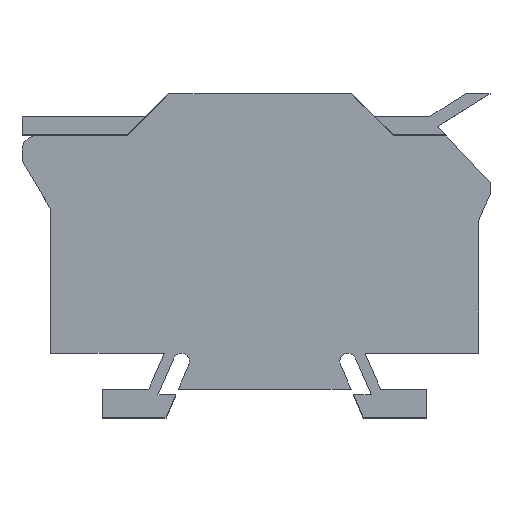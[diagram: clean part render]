
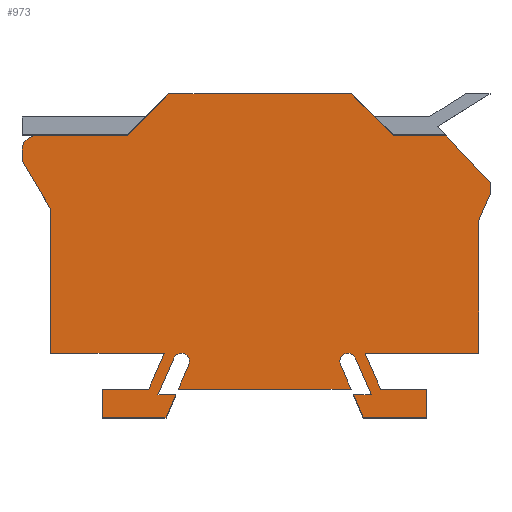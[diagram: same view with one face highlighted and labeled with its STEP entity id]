
A CAD part, top view. The second image highlights one B-rep face of the part: STEP entity #973.
In plain terms, the highlighted planar face has unit normal (0, 0, 1).
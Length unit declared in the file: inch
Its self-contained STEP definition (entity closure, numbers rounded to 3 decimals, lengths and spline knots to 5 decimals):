
#485=CARTESIAN_POINT('',(2.58,1.96,0.19));
#486=VERTEX_POINT('',#485);
#493=CARTESIAN_POINT('',(2.94208,1.96,0.19));
#494=VERTEX_POINT('',#493);
#495=CARTESIAN_POINT('',(2.94208,1.96,0.19));
#496=DIRECTION('',(-1.0,0.0,0.0));
#497=VECTOR('',#496,0.36208);
#498=LINE('',#495,#497);
#499=EDGE_CURVE('',#494,#486,#498,.T.);
#548=CARTESIAN_POINT('',(2.94208,1.965,0.19));
#549=VERTEX_POINT('',#548);
#579=CARTESIAN_POINT('',(0.73,1.96,0.19));
#580=VERTEX_POINT('',#579);
#587=CARTESIAN_POINT('',(1.02,2.25,0.19));
#588=VERTEX_POINT('',#587);
#589=CARTESIAN_POINT('',(0.73,1.96,0.19));
#590=DIRECTION('',(0.707,0.707,0.0));
#591=VECTOR('',#590,0.41012);
#592=LINE('',#589,#591);
#593=EDGE_CURVE('',#580,#588,#592,.T.);
#668=CARTESIAN_POINT('',(0.0,1.86,0.19));
#669=VERTEX_POINT('',#668);
#676=CARTESIAN_POINT('',(0.1,1.96,0.19));
#677=VERTEX_POINT('',#676);
#678=CARTESIAN_POINT('',(0.1,1.86,0.19));
#679=DIRECTION('',(0.0,0.0,-1.0));
#680=DIRECTION('',(-0.707,0.707,0.0));
#681=AXIS2_PLACEMENT_3D('',#678,#679,#680);
#682=CIRCLE('',#681,0.1);
#683=EDGE_CURVE('',#669,#677,#682,.T.);
#708=CARTESIAN_POINT('',(0.73,1.96,0.19));
#709=DIRECTION('',(-1.0,0.0,0.0));
#710=VECTOR('',#709,0.63);
#711=LINE('',#708,#710);
#712=EDGE_CURVE('',#580,#677,#711,.T.);
#718=CARTESIAN_POINT('',(1.71084,1.00997,0.19));
#719=DIRECTION('',(0.0,0.0,1.0));
#720=DIRECTION('',(1.0,0.0,0.0));
#721=AXIS2_PLACEMENT_3D('',#718,#719,#720);
#722=PLANE('',#721);
#723=ORIENTED_EDGE('',*,*,#683,.F.);
#724=CARTESIAN_POINT('',(0.0,1.79,0.19));
#725=VERTEX_POINT('',#724);
#726=CARTESIAN_POINT('',(0.0,1.79,0.19));
#727=DIRECTION('',(0.0,1.0,0.0));
#728=VECTOR('',#727,0.07);
#729=LINE('',#726,#728);
#730=EDGE_CURVE('',#725,#669,#729,.T.);
#731=ORIENTED_EDGE('',*,*,#730,.F.);
#732=CARTESIAN_POINT('',(0.2,1.45,0.19));
#733=VERTEX_POINT('',#732);
#734=CARTESIAN_POINT('',(0.2,1.45,0.19));
#735=DIRECTION('',(-0.507,0.862,0.0));
#736=VECTOR('',#735,0.39446);
#737=LINE('',#734,#736);
#738=EDGE_CURVE('',#733,#725,#737,.T.);
#739=ORIENTED_EDGE('',*,*,#738,.F.);
#740=CARTESIAN_POINT('',(0.2,0.45,0.19));
#741=VERTEX_POINT('',#740);
#742=CARTESIAN_POINT('',(0.2,0.45,0.19));
#743=DIRECTION('',(0.0,1.0,0.0));
#744=VECTOR('',#743,1.0);
#745=LINE('',#742,#744);
#746=EDGE_CURVE('',#741,#733,#745,.T.);
#747=ORIENTED_EDGE('',*,*,#746,.F.);
#748=CARTESIAN_POINT('',(0.988,0.45,0.19));
#749=VERTEX_POINT('',#748);
#750=CARTESIAN_POINT('',(0.988,0.45,0.19));
#751=DIRECTION('',(-1.0,0.0,0.0));
#752=VECTOR('',#751,0.788);
#753=LINE('',#750,#752);
#754=EDGE_CURVE('',#749,#741,#753,.T.);
#755=ORIENTED_EDGE('',*,*,#754,.F.);
#756=CARTESIAN_POINT('',(0.88,0.2,0.19));
#757=VERTEX_POINT('',#756);
#758=CARTESIAN_POINT('',(0.88,0.2,0.19));
#759=DIRECTION('',(0.397,0.918,0.0));
#760=VECTOR('',#759,0.27233);
#761=LINE('',#758,#760);
#762=EDGE_CURVE('',#757,#749,#761,.T.);
#763=ORIENTED_EDGE('',*,*,#762,.F.);
#764=CARTESIAN_POINT('',(0.56,0.2,0.19));
#765=VERTEX_POINT('',#764);
#766=CARTESIAN_POINT('',(0.56,0.2,0.19));
#767=DIRECTION('',(1.0,0.0,0.0));
#768=VECTOR('',#767,0.32);
#769=LINE('',#766,#768);
#770=EDGE_CURVE('',#765,#757,#769,.T.);
#771=ORIENTED_EDGE('',*,*,#770,.F.);
#772=CARTESIAN_POINT('',(0.56,0.0,0.19));
#773=VERTEX_POINT('',#772);
#774=CARTESIAN_POINT('',(0.56,0.0,0.19));
#775=DIRECTION('',(0.0,1.0,0.0));
#776=VECTOR('',#775,0.2);
#777=LINE('',#774,#776);
#778=EDGE_CURVE('',#773,#765,#777,.T.);
#779=ORIENTED_EDGE('',*,*,#778,.F.);
#780=CARTESIAN_POINT('',(1.0,0.0,0.19));
#781=VERTEX_POINT('',#780);
#782=CARTESIAN_POINT('',(1.0,0.0,0.19));
#783=DIRECTION('',(-1.0,0.0,0.0));
#784=VECTOR('',#783,0.44);
#785=LINE('',#782,#784);
#786=EDGE_CURVE('',#781,#773,#785,.T.);
#787=ORIENTED_EDGE('',*,*,#786,.F.);
#788=CARTESIAN_POINT('',(1.06912,0.16,0.19));
#789=VERTEX_POINT('',#788);
#790=CARTESIAN_POINT('',(1.06912,0.16,0.19));
#791=DIRECTION('',(-0.397,-0.918,0.0));
#792=VECTOR('',#791,0.17429);
#793=LINE('',#790,#792);
#794=EDGE_CURVE('',#789,#781,#793,.T.);
#795=ORIENTED_EDGE('',*,*,#794,.F.);
#796=CARTESIAN_POINT('',(0.94442,0.16,0.19));
#797=VERTEX_POINT('',#796);
#798=CARTESIAN_POINT('',(0.94442,0.16,0.19));
#799=DIRECTION('',(1.0,0.0,0.0));
#800=VECTOR('',#799,0.1247);
#801=LINE('',#798,#800);
#802=EDGE_CURVE('',#797,#789,#801,.T.);
#803=ORIENTED_EDGE('',*,*,#802,.F.);
#804=CARTESIAN_POINT('',(1.05491,0.41575,0.19));
#805=VERTEX_POINT('',#804);
#806=CARTESIAN_POINT('',(1.05491,0.41575,0.19));
#807=DIRECTION('',(-0.397,-0.918,0.0));
#808=VECTOR('',#807,0.2786);
#809=LINE('',#806,#808);
#810=EDGE_CURVE('',#805,#797,#809,.T.);
#811=ORIENTED_EDGE('',*,*,#810,.F.);
#812=CARTESIAN_POINT('',(1.1591,0.37074,0.19));
#813=VERTEX_POINT('',#812);
#814=CARTESIAN_POINT('',(1.107,0.39325,0.19));
#815=DIRECTION('',(0.0,0.0,1.0));
#816=DIRECTION('',(-0.918,0.397,0.0));
#817=AXIS2_PLACEMENT_3D('',#814,#815,#816);
#818=CIRCLE('',#817,0.05675);
#819=EDGE_CURVE('',#813,#805,#818,.T.);
#820=ORIENTED_EDGE('',*,*,#819,.F.);
#821=CARTESIAN_POINT('',(1.08534,0.2,0.19));
#822=VERTEX_POINT('',#821);
#823=CARTESIAN_POINT('',(1.08534,0.2,0.19));
#824=DIRECTION('',(0.397,0.918,0.0));
#825=VECTOR('',#824,0.18599);
#826=LINE('',#823,#825);
#827=EDGE_CURVE('',#822,#813,#826,.T.);
#828=ORIENTED_EDGE('',*,*,#827,.F.);
#829=CARTESIAN_POINT('',(2.28534,0.2,0.19));
#830=VERTEX_POINT('',#829);
#831=CARTESIAN_POINT('',(2.28534,0.2,0.19));
#832=DIRECTION('',(-1.0,0.0,0.0));
#833=VECTOR('',#832,1.2);
#834=LINE('',#831,#833);
#835=EDGE_CURVE('',#830,#822,#834,.T.);
#836=ORIENTED_EDGE('',*,*,#835,.F.);
#837=CARTESIAN_POINT('',(2.21158,0.37074,0.19));
#838=VERTEX_POINT('',#837);
#839=CARTESIAN_POINT('',(2.21158,0.37074,0.19));
#840=DIRECTION('',(0.397,-0.918,0.0));
#841=VECTOR('',#840,0.18599);
#842=LINE('',#839,#841);
#843=EDGE_CURVE('',#838,#830,#842,.T.);
#844=ORIENTED_EDGE('',*,*,#843,.F.);
#845=CARTESIAN_POINT('',(2.31578,0.41575,0.19));
#846=VERTEX_POINT('',#845);
#847=CARTESIAN_POINT('',(2.26368,0.39325,0.19));
#848=DIRECTION('',(0.0,0.0,1.0));
#849=DIRECTION('',(-0.918,-0.397,0.0));
#850=AXIS2_PLACEMENT_3D('',#847,#848,#849);
#851=CIRCLE('',#850,0.05675);
#852=EDGE_CURVE('',#846,#838,#851,.T.);
#853=ORIENTED_EDGE('',*,*,#852,.F.);
#854=CARTESIAN_POINT('',(2.42627,0.16,0.19));
#855=VERTEX_POINT('',#854);
#856=CARTESIAN_POINT('',(2.42627,0.16,0.19));
#857=DIRECTION('',(-0.397,0.918,0.0));
#858=VECTOR('',#857,0.2786);
#859=LINE('',#856,#858);
#860=EDGE_CURVE('',#855,#846,#859,.T.);
#861=ORIENTED_EDGE('',*,*,#860,.F.);
#862=CARTESIAN_POINT('',(2.30156,0.16,0.19));
#863=VERTEX_POINT('',#862);
#864=CARTESIAN_POINT('',(2.30156,0.16,0.19));
#865=DIRECTION('',(1.0,0.0,0.0));
#866=VECTOR('',#865,0.1247);
#867=LINE('',#864,#866);
#868=EDGE_CURVE('',#863,#855,#867,.T.);
#869=ORIENTED_EDGE('',*,*,#868,.F.);
#870=CARTESIAN_POINT('',(2.37068,0.0,0.19));
#871=VERTEX_POINT('',#870);
#872=CARTESIAN_POINT('',(2.37068,0.0,0.19));
#873=DIRECTION('',(-0.397,0.918,0.0));
#874=VECTOR('',#873,0.17429);
#875=LINE('',#872,#874);
#876=EDGE_CURVE('',#871,#863,#875,.T.);
#877=ORIENTED_EDGE('',*,*,#876,.F.);
#878=CARTESIAN_POINT('',(2.81068,0.0,0.19));
#879=VERTEX_POINT('',#878);
#880=CARTESIAN_POINT('',(2.81068,0.0,0.19));
#881=DIRECTION('',(-1.0,0.0,0.0));
#882=VECTOR('',#881,0.44);
#883=LINE('',#880,#882);
#884=EDGE_CURVE('',#879,#871,#883,.T.);
#885=ORIENTED_EDGE('',*,*,#884,.F.);
#886=CARTESIAN_POINT('',(2.81068,0.2,0.19));
#887=VERTEX_POINT('',#886);
#888=CARTESIAN_POINT('',(2.81068,0.2,0.19));
#889=DIRECTION('',(0.0,-1.0,0.0));
#890=VECTOR('',#889,0.2);
#891=LINE('',#888,#890);
#892=EDGE_CURVE('',#887,#879,#891,.T.);
#893=ORIENTED_EDGE('',*,*,#892,.F.);
#894=CARTESIAN_POINT('',(2.49068,0.2,0.19));
#895=VERTEX_POINT('',#894);
#896=CARTESIAN_POINT('',(2.49068,0.2,0.19));
#897=DIRECTION('',(1.0,0.0,0.0));
#898=VECTOR('',#897,0.32);
#899=LINE('',#896,#898);
#900=EDGE_CURVE('',#895,#887,#899,.T.);
#901=ORIENTED_EDGE('',*,*,#900,.F.);
#902=CARTESIAN_POINT('',(2.38268,0.45,0.19));
#903=VERTEX_POINT('',#902);
#904=CARTESIAN_POINT('',(2.38268,0.45,0.19));
#905=DIRECTION('',(0.397,-0.918,0.0));
#906=VECTOR('',#905,0.27233);
#907=LINE('',#904,#906);
#908=EDGE_CURVE('',#903,#895,#907,.T.);
#909=ORIENTED_EDGE('',*,*,#908,.F.);
#910=CARTESIAN_POINT('',(3.17068,0.45,0.19));
#911=VERTEX_POINT('',#910);
#912=CARTESIAN_POINT('',(3.17068,0.45,0.19));
#913=DIRECTION('',(-1.0,0.0,0.0));
#914=VECTOR('',#913,0.788);
#915=LINE('',#912,#914);
#916=EDGE_CURVE('',#911,#903,#915,.T.);
#917=ORIENTED_EDGE('',*,*,#916,.F.);
#918=CARTESIAN_POINT('',(3.17068,1.37,0.19));
#919=VERTEX_POINT('',#918);
#920=CARTESIAN_POINT('',(3.17068,1.37,0.19));
#921=DIRECTION('',(0.0,-1.0,0.0));
#922=VECTOR('',#921,0.92);
#923=LINE('',#920,#922);
#924=EDGE_CURVE('',#919,#911,#923,.T.);
#925=ORIENTED_EDGE('',*,*,#924,.F.);
#926=CARTESIAN_POINT('',(3.25,1.5536,0.19));
#927=VERTEX_POINT('',#926);
#928=CARTESIAN_POINT('',(3.25,1.5536,0.19));
#929=DIRECTION('',(-0.397,-0.918,0.0));
#930=VECTOR('',#929,0.2);
#931=LINE('',#928,#930);
#932=EDGE_CURVE('',#927,#919,#931,.T.);
#933=ORIENTED_EDGE('',*,*,#932,.F.);
#934=CARTESIAN_POINT('',(3.25,1.63625,0.19));
#935=VERTEX_POINT('',#934);
#936=CARTESIAN_POINT('',(3.25,1.63625,0.19));
#937=DIRECTION('',(0.0,-1.0,0.0));
#938=VECTOR('',#937,0.08265);
#939=LINE('',#936,#938);
#940=EDGE_CURVE('',#935,#927,#939,.T.);
#941=ORIENTED_EDGE('',*,*,#940,.F.);
#942=CARTESIAN_POINT('',(2.94208,1.965,0.19));
#943=DIRECTION('',(0.684,-0.73,0.0));
#944=VECTOR('',#943,0.45044);
#945=LINE('',#942,#944);
#946=EDGE_CURVE('',#549,#935,#945,.T.);
#947=ORIENTED_EDGE('',*,*,#946,.F.);
#948=CARTESIAN_POINT('',(2.94208,1.965,0.19));
#949=DIRECTION('',(0.0,-1.0,0.0));
#950=VECTOR('',#949,0.005);
#951=LINE('',#948,#950);
#952=EDGE_CURVE('',#549,#494,#951,.T.);
#953=ORIENTED_EDGE('',*,*,#952,.T.);
#954=ORIENTED_EDGE('',*,*,#499,.T.);
#955=CARTESIAN_POINT('',(2.29,2.25,0.19));
#956=VERTEX_POINT('',#955);
#957=CARTESIAN_POINT('',(2.58,1.96,0.19));
#958=DIRECTION('',(-0.707,0.707,0.0));
#959=VECTOR('',#958,0.41012);
#960=LINE('',#957,#959);
#961=EDGE_CURVE('',#486,#956,#960,.T.);
#962=ORIENTED_EDGE('',*,*,#961,.T.);
#963=CARTESIAN_POINT('',(1.02,2.25,0.19));
#964=DIRECTION('',(1.0,0.0,0.0));
#965=VECTOR('',#964,1.27);
#966=LINE('',#963,#965);
#967=EDGE_CURVE('',#588,#956,#966,.T.);
#968=ORIENTED_EDGE('',*,*,#967,.F.);
#969=ORIENTED_EDGE('',*,*,#593,.F.);
#970=ORIENTED_EDGE('',*,*,#712,.T.);
#971=EDGE_LOOP('',(#723,#731,#739,#747,#755,#763,#771,#779,#787,#795,#803,#811,#820,#828,#836,#844,#853,#861,#869,#877,#885,#893,#901,#909,#917,#925,#933,#941,#947,#953,#954,#962,#968,#969,#970));
#972=FACE_OUTER_BOUND('',#971,.T.);
#973=ADVANCED_FACE('',(#972),#722,.T.);
